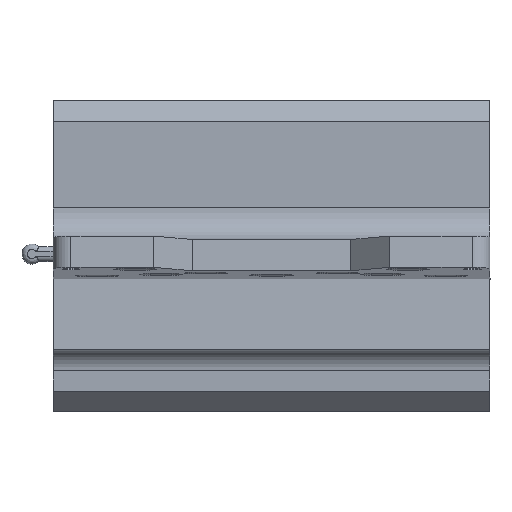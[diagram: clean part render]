
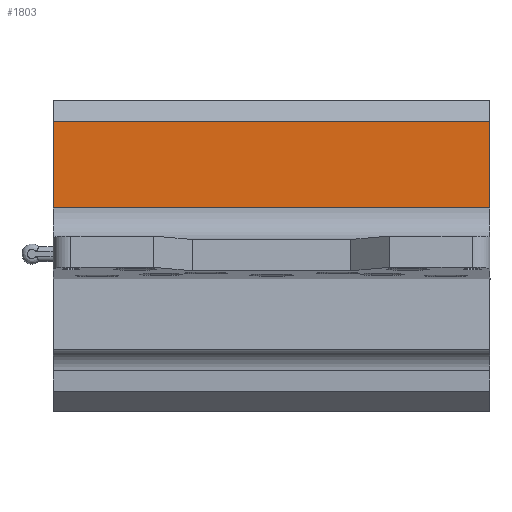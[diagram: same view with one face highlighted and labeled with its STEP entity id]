
A CAD part, top view. The second image highlights one B-rep face of the part: STEP entity #1803.
In plain terms, the highlighted face is planar.
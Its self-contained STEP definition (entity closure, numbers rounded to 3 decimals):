
#110=FACE_OUTER_BOUND('',#221,.T.);
#221=EDGE_LOOP('',(#1262,#1263,#1264,#1265));
#397=LINE('',#2659,#590);
#407=LINE('',#2684,#600);
#426=LINE('',#2751,#619);
#427=LINE('',#2752,#620);
#590=VECTOR('',#2107,10.);
#600=VECTOR('',#2125,10.);
#619=VECTOR('',#2176,10.);
#620=VECTOR('',#2177,10.);
#783=VERTEX_POINT('',#2656);
#784=VERTEX_POINT('',#2658);
#794=VERTEX_POINT('',#2680);
#827=VERTEX_POINT('',#2750);
#947=EDGE_CURVE('',#784,#783,#397,.T.);
#960=EDGE_CURVE('',#784,#794,#407,.T.);
#993=EDGE_CURVE('',#827,#783,#426,.T.);
#994=EDGE_CURVE('',#827,#794,#427,.T.);
#1262=ORIENTED_EDGE('',*,*,#960,.F.);
#1263=ORIENTED_EDGE('',*,*,#947,.T.);
#1264=ORIENTED_EDGE('',*,*,#993,.F.);
#1265=ORIENTED_EDGE('',*,*,#994,.T.);
#1744=PLANE('',#1940);
#1803=ADVANCED_FACE('',(#110),#1744,.T.);
#1940=AXIS2_PLACEMENT_3D('',#2749,#2174,#2175);
#2107=DIRECTION('',(0.,-0.996,-0.087));
#2125=DIRECTION('',(-1.,0.,0.));
#2174=DIRECTION('center_axis',(0.,0.087,-0.996));
#2175=DIRECTION('ref_axis',(0.,-0.996,-0.087));
#2176=DIRECTION('',(1.,0.,0.));
#2177=DIRECTION('',(0.,0.996,0.087));
#2656=CARTESIAN_POINT('',(41.374,-32.945,65.876));
#2658=CARTESIAN_POINT('',(41.374,-16.625,67.304));
#2659=CARTESIAN_POINT('',(41.374,-6.295,68.208));
#2680=CARTESIAN_POINT('',(-41.374,-16.625,67.304));
#2684=CARTESIAN_POINT('',(40.874,-16.625,67.304));
#2749=CARTESIAN_POINT('Origin',(40.874,22.667,70.742));
#2750=CARTESIAN_POINT('',(-41.374,-32.945,65.876));
#2751=CARTESIAN_POINT('',(40.874,-32.945,65.876));
#2752=CARTESIAN_POINT('',(-41.374,7.955,69.454));
